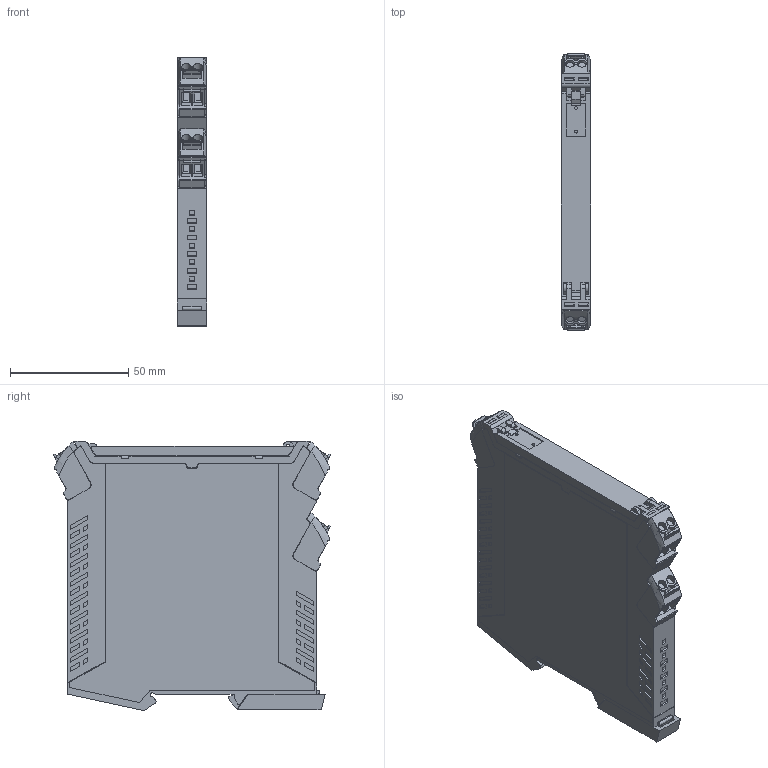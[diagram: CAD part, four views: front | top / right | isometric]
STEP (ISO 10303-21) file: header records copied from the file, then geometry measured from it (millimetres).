
FILE_DESCRIPTION(('CATIA V5 STEP Exchange','CAx-IF Rec.Pracs.--- Model Styling and Organization---1.4--- 2014-01-23'),'2;1');
FILE_NAME ('D1476107_0_1519230000_S3D_CH20M12_SET_1_2_BK_OR.stp','2021-03-03T12:55:21+00:00',('none'),('Weidmueller'),'CATIA Version 5-6 Release 2016 SP3 HF44','CATIA V5 STEP AP214','none');
FILE_SCHEMA(('AUTOMOTIVE_DESIGN { 1 0 10303 214 1 1 1 1 }'));
Products named in the file (1): S3D_CH20M12_SET_1_2_BK_OR
Bounding box: 12.5 x 117.33 x 114.02 mm (x, y, z)
Volume: 48715.6 mm3; surface area: 83994.5 mm2
Topology: 39 solids, 39 shells, 2713 faces, 8233 edges, 5717 vertices
Faces by surface type: plane 2127, cylinder 430, extrusion 124, revolution 24, bspline 6, sphere 2
Entity records: 93591 total; most frequent: CARTESIAN_POINT 20813, ORIENTED_EDGE 16466, DIRECTION 11290, EDGE_CURVE 8233, VECTOR 6383, LINE 6259, VERTEX_POINT 5717, AXIS2_PLACEMENT_3D 2918
